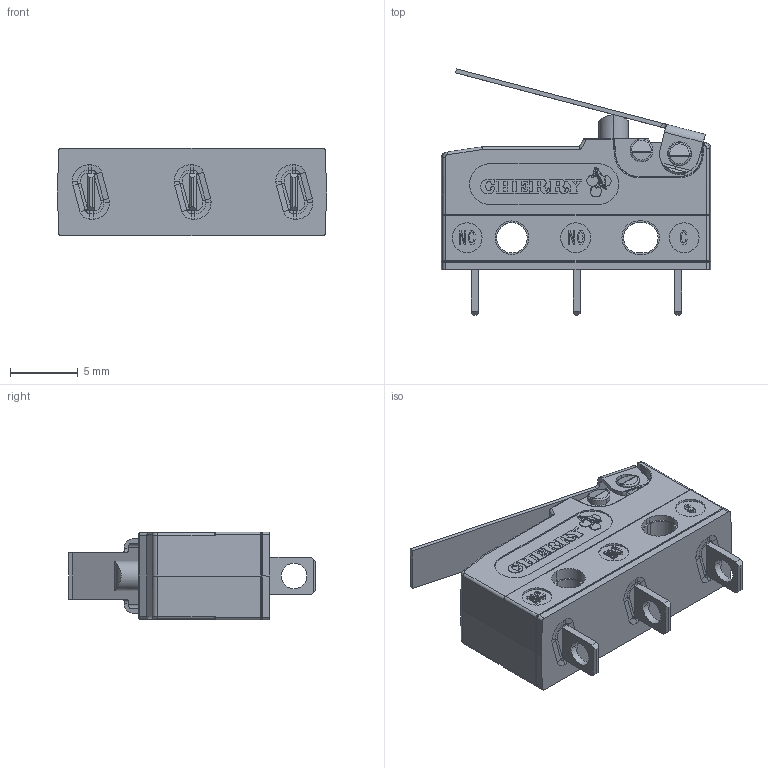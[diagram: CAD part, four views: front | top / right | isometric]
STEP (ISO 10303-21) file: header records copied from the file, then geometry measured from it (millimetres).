
FILE_DESCRIPTION(('STEP AP214'),'1');
FILE_NAME('db1c-a1lb.stp','2017-06-07T04:41:43',('TraceParts'),('TraceParts S.A.'),'Spatial InterOp 3D',' ',' ');
FILE_SCHEMA(('automotive_design'));
Length unit declared in the file: millimetre
Products named in the file (4): db1c-a1lb_1; db1c-a1lb_2; db1c-a1lb_3; db1c-a1lb_4
Bounding box: 19.85 x 18.15 x 6.45 mm (x, y, z)
Volume: 1123.7 mm3; surface area: 1364 mm2
Topology: 4 solids, 4 shells, 1027 faces, 2790 edges, 1808 vertices
Faces by surface type: plane 575, cylinder 298, bspline 118, cone 18, torus 18
Entity records: 44763 total; most frequent: CARTESIAN_POINT 11038, ORIENTED_EDGE 5552, DIRECTION 4932, EDGE_CURVE 2776, LINE 1874, VECTOR 1874, VERTEX_POINT 1808, AXIS2_PLACEMENT_3D 1529
